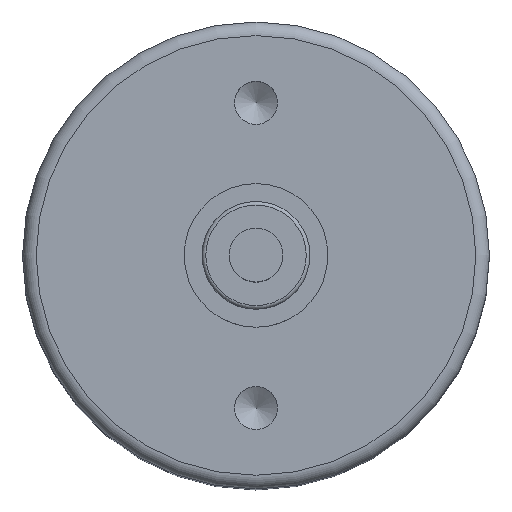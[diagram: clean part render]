
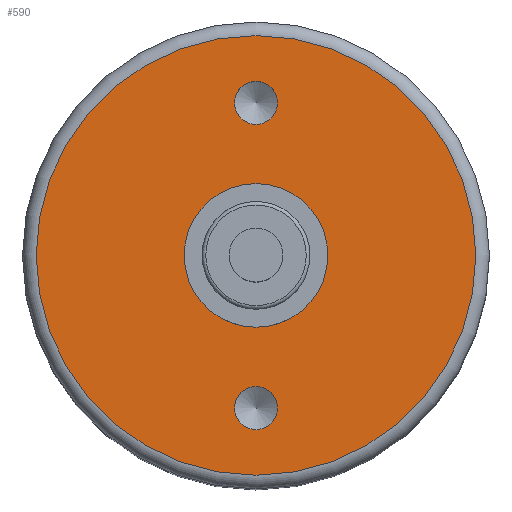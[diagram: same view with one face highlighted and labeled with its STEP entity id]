
A CAD part, top view. The second image highlights one B-rep face of the part: STEP entity #590.
In plain terms, the highlighted planar face has unit normal (0, 0, 1).
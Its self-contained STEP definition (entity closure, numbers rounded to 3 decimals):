
#465 = ORIENTED_EDGE ( 'NONE', *, *, #575, .T. ) ;
#468 = ORIENTED_EDGE ( 'NONE', *, *, #576, .F. ) ;
#469 = ORIENTED_EDGE ( 'NONE', *, *, #577, .F. ) ;
#575 = EDGE_CURVE ( 'NONE', #3418, #3418, #3149, .T. ) ;
#576 = EDGE_CURVE ( 'NONE', #3420, #3420, #3150, .T. ) ;
#577 = EDGE_CURVE ( 'NONE', #3422, #3422, #3151, .T. ) ;
#590 = ADVANCED_FACE ( 'NONE', ( #2172, #2179, #2181 ), #2059, .T. ) ;
#842 = EDGE_LOOP ( 'NONE', ( #469 ) ) ;
#844 = EDGE_LOOP ( 'NONE', ( #468 ) ) ;
#846 = EDGE_LOOP ( 'NONE', ( #465 ) ) ;
#1848 = AXIS2_PLACEMENT_3D ( 'NONE', #2009, #2010, #2011 ) ;
#1849 = AXIS2_PLACEMENT_3D ( 'NONE', #2012, #2013, #2014 ) ;
#1850 = AXIS2_PLACEMENT_3D ( 'NONE', #2015, #2016, #2017 ) ;
#2009 = CARTESIAN_POINT ( 'NONE',  ( 0., 0., 0. ) ) ;
#2010 = DIRECTION ( 'NONE',  ( 0., 0., 1. ) ) ;
#2011 = DIRECTION ( 'NONE',  ( 1., 0., 0. ) ) ;
#2012 = CARTESIAN_POINT ( 'NONE',  ( 0., -4.25, 0. ) ) ;
#2013 = DIRECTION ( 'NONE',  ( 0., 0., 1. ) ) ;
#2014 = DIRECTION ( 'NONE',  ( 1., 0., 0. ) ) ;
#2015 = CARTESIAN_POINT ( 'NONE',  ( 0., 4.25, 0. ) ) ;
#2016 = DIRECTION ( 'NONE',  ( 0., 0., 1. ) ) ;
#2017 = DIRECTION ( 'NONE',  ( 1., 0., 0. ) ) ;
#2059 = PLANE ( 'NONE',  #2183 ) ;
#2060 = CARTESIAN_POINT ( 'NONE',  ( 0., 0., 0. ) ) ;
#2061 = DIRECTION ( 'NONE',  ( 0., 0., 1. ) ) ;
#2062 = DIRECTION ( 'NONE',  ( 1., 0., 0. ) ) ;
#2172 = FACE_OUTER_BOUND ( 'NONE', #846, .T. ) ;
#2179 = FACE_BOUND ( 'NONE', #844, .T. ) ;
#2181 = FACE_BOUND ( 'NONE', #842, .T. ) ;
#2183 = AXIS2_PLACEMENT_3D ( 'NONE', #2060, #2061, #2062 ) ;
#3149 = CIRCLE ( 'NONE', #1848, 6.12 ) ;
#3150 = CIRCLE ( 'NONE', #1849, 0.6 ) ;
#3151 = CIRCLE ( 'NONE', #1850, 0.6 ) ;
#3418 = VERTEX_POINT ( 'NONE', #3419 ) ;
#3419 = CARTESIAN_POINT ( 'NONE',  ( 6.12, 0., 0. ) ) ;
#3420 = VERTEX_POINT ( 'NONE', #3421 ) ;
#3421 = CARTESIAN_POINT ( 'NONE',  ( 0.6, -4.25, 0. ) ) ;
#3422 = VERTEX_POINT ( 'NONE', #3423 ) ;
#3423 = CARTESIAN_POINT ( 'NONE',  ( 0.6, 4.25, 0. ) ) ;
